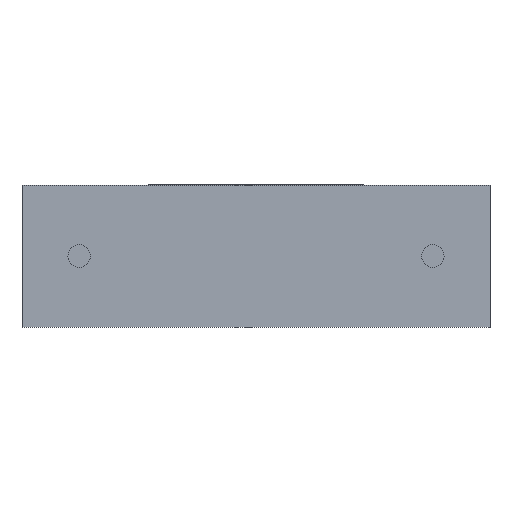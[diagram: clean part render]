
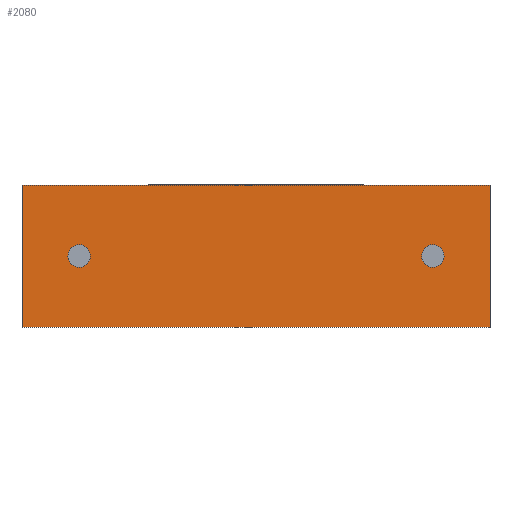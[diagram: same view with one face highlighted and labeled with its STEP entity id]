
A CAD part, front view. The second image highlights one B-rep face of the part: STEP entity #2080.
In plain terms, the highlighted planar face has unit normal (0, -1, 0).
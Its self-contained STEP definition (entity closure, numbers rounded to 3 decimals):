
#18 = VECTOR ( 'NONE', #45, 1000. ) ;
#23 = DIRECTION ( 'NONE',  ( 0., 1., 0. ) ) ;
#43 = DIRECTION ( 'NONE',  ( 0., 0., 1. ) ) ;
#45 = DIRECTION ( 'NONE',  ( 0., 0., -1. ) ) ;
#77 = LINE ( 'NONE', #712, #1156 ) ;
#98 = DIRECTION ( 'NONE',  ( 1., 0., 0. ) ) ;
#101 = VERTEX_POINT ( 'NONE', #1263 ) ;
#155 = EDGE_LOOP ( 'NONE', ( #1574, #1645 ) ) ;
#158 = CARTESIAN_POINT ( 'NONE',  ( 13.5, 0., 4.1 ) ) ;
#174 = VERTEX_POINT ( 'NONE', #2085 ) ;
#281 = CIRCLE ( 'NONE', #2019, 0.325 ) ;
#449 = EDGE_CURVE ( 'NONE', #475, #101, #2378, .T. ) ;
#465 = FACE_OUTER_BOUND ( 'NONE', #764, .T. ) ;
#475 = VERTEX_POINT ( 'NONE', #619 ) ;
#526 = DIRECTION ( 'NONE',  ( 0., 0., 1. ) ) ;
#570 = VECTOR ( 'NONE', #98, 1000. ) ;
#619 = CARTESIAN_POINT ( 'NONE',  ( 0., 0., 4.1 ) ) ;
#703 = ORIENTED_EDGE ( 'NONE', *, *, #449, .T. ) ;
#712 = CARTESIAN_POINT ( 'NONE',  ( 13.5, 0., 4.1 ) ) ;
#764 = EDGE_LOOP ( 'NONE', ( #907, #1228, #931, #703 ) ) ;
#809 = EDGE_CURVE ( 'NONE', #475, #863, #2139, .T. ) ;
#863 = VERTEX_POINT ( 'NONE', #158 ) ;
#899 = DIRECTION ( 'NONE',  ( 0., 0., -1. ) ) ;
#907 = ORIENTED_EDGE ( 'NONE', *, *, #1049, .T. ) ;
#931 = ORIENTED_EDGE ( 'NONE', *, *, #809, .F. ) ;
#948 = DIRECTION ( 'NONE',  ( 0., -1., 0. ) ) ;
#1001 = CIRCLE ( 'NONE', #1201, 0.325 ) ;
#1037 = CIRCLE ( 'NONE', #1808, 0.325 ) ;
#1049 = EDGE_CURVE ( 'NONE', #101, #1212, #1225, .T. ) ;
#1131 = ORIENTED_EDGE ( 'NONE', *, *, #1449, .T. ) ;
#1146 = DIRECTION ( 'NONE',  ( 0., 0., 1. ) ) ;
#1156 = VECTOR ( 'NONE', #899, 1000. ) ;
#1190 = PLANE ( 'NONE',  #1247 ) ;
#1193 = CARTESIAN_POINT ( 'NONE',  ( 0., 0., 4.1 ) ) ;
#1199 = VECTOR ( 'NONE', #1860, 1000. ) ;
#1201 = AXIS2_PLACEMENT_3D ( 'NONE', #1516, #948, #1146 ) ;
#1212 = VERTEX_POINT ( 'NONE', #1518 ) ;
#1216 = DIRECTION ( 'NONE',  ( 0., 0., -1. ) ) ;
#1225 = LINE ( 'NONE', #1439, #570 ) ;
#1228 = ORIENTED_EDGE ( 'NONE', *, *, #2354, .F. ) ;
#1247 = AXIS2_PLACEMENT_3D ( 'NONE', #2138, #23, #43 ) ;
#1263 = CARTESIAN_POINT ( 'NONE',  ( 0., 0., 0. ) ) ;
#1358 = DIRECTION ( 'NONE',  ( 0., 0., -1. ) ) ;
#1374 = CARTESIAN_POINT ( 'NONE',  ( 11.85, 0., 2.05 ) ) ;
#1439 = CARTESIAN_POINT ( 'NONE',  ( 0., 0., 0. ) ) ;
#1449 = EDGE_CURVE ( 'NONE', #1647, #174, #1819, .T. ) ;
#1451 = CARTESIAN_POINT ( 'NONE',  ( 11.85, 0., 1.725 ) ) ;
#1516 = CARTESIAN_POINT ( 'NONE',  ( 1.65, 0., 2.05 ) ) ;
#1518 = CARTESIAN_POINT ( 'NONE',  ( 13.5, 0., 0. ) ) ;
#1542 = CARTESIAN_POINT ( 'NONE',  ( 1.65, 0., 2.05 ) ) ;
#1574 = ORIENTED_EDGE ( 'NONE', *, *, #2417, .F. ) ;
#1620 = ORIENTED_EDGE ( 'NONE', *, *, #2086, .T. ) ;
#1645 = ORIENTED_EDGE ( 'NONE', *, *, #2148, .F. ) ;
#1647 = VERTEX_POINT ( 'NONE', #1451 ) ;
#1669 = CARTESIAN_POINT ( 'NONE',  ( 1.65, 0., 1.725 ) ) ;
#1672 = CARTESIAN_POINT ( 'NONE',  ( 0., 0., 4.1 ) ) ;
#1710 = VERTEX_POINT ( 'NONE', #2241 ) ;
#1736 = EDGE_LOOP ( 'NONE', ( #1620, #1131 ) ) ;
#1790 = VERTEX_POINT ( 'NONE', #1669 ) ;
#1808 = AXIS2_PLACEMENT_3D ( 'NONE', #1374, #1945, #1358 ) ;
#1819 = CIRCLE ( 'NONE', #2319, 0.325 ) ;
#1860 = DIRECTION ( 'NONE',  ( 1., 0., 0. ) ) ;
#1945 = DIRECTION ( 'NONE',  ( 0., 1., 0. ) ) ;
#1956 = DIRECTION ( 'NONE',  ( 0., -1., 0. ) ) ;
#2019 = AXIS2_PLACEMENT_3D ( 'NONE', #1542, #1956, #526 ) ;
#2080 = ADVANCED_FACE ( 'NONE', ( #2423, #465, #2183 ), #1190, .F. ) ;
#2085 = CARTESIAN_POINT ( 'NONE',  ( 11.85, 0., 2.375 ) ) ;
#2086 = EDGE_CURVE ( 'NONE', #174, #1647, #1037, .T. ) ;
#2138 = CARTESIAN_POINT ( 'NONE',  ( 0., 0., 4.1 ) ) ;
#2139 = LINE ( 'NONE', #1672, #1199 ) ;
#2148 = EDGE_CURVE ( 'NONE', #1790, #1710, #281, .T. ) ;
#2173 = DIRECTION ( 'NONE',  ( 0., 1., 0. ) ) ;
#2183 = FACE_BOUND ( 'NONE', #155, .T. ) ;
#2241 = CARTESIAN_POINT ( 'NONE',  ( 1.65, 0., 2.375 ) ) ;
#2319 = AXIS2_PLACEMENT_3D ( 'NONE', #2347, #2173, #1216 ) ;
#2347 = CARTESIAN_POINT ( 'NONE',  ( 11.85, 0., 2.05 ) ) ;
#2354 = EDGE_CURVE ( 'NONE', #863, #1212, #77, .T. ) ;
#2378 = LINE ( 'NONE', #1193, #18 ) ;
#2417 = EDGE_CURVE ( 'NONE', #1710, #1790, #1001, .T. ) ;
#2423 = FACE_BOUND ( 'NONE', #1736, .T. ) ;
